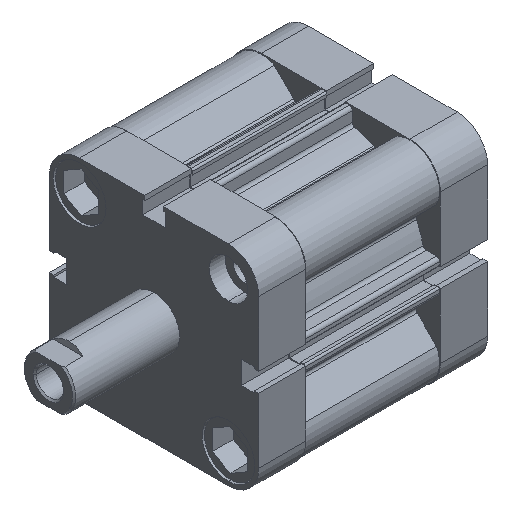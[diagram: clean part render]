
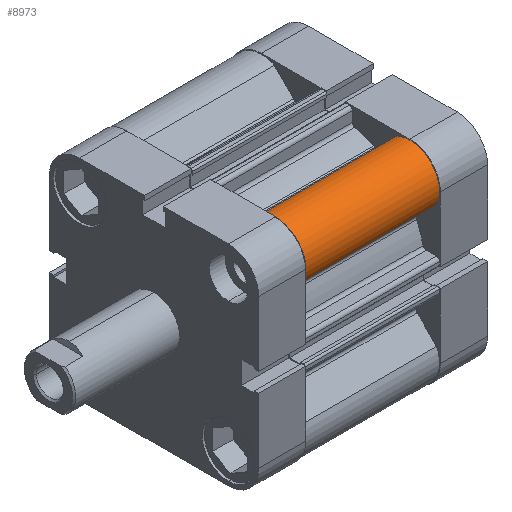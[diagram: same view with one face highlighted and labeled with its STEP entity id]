
A CAD part, isometric view. The second image highlights one B-rep face of the part: STEP entity #8973.
In plain terms, the highlighted cylindrical face has radius 9.25 mm (diameter 18.5 mm), a partial arc.
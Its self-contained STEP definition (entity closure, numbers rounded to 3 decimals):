
#67 = EDGE_LOOP ( 'NONE', ( #9655, #9674, #9673, #9634 ) ) ;
#368 = CARTESIAN_POINT ( 'NONE',  ( 23.25, -23.25, 42. ) ) ;
#378 = DIRECTION ( 'NONE',  ( -1., 0., 0. ) ) ;
#381 = DIRECTION ( 'NONE',  ( 0., 0., -1. ) ) ;
#2441 = AXIS2_PLACEMENT_3D ( 'NONE', #6598, #6586, #6584 ) ;
#2679 = AXIS2_PLACEMENT_3D ( 'NONE', #368, #381, #378 ) ;
#2940 = FACE_OUTER_BOUND ( 'NONE', #67, .T. ) ;
#2942 = CYLINDRICAL_SURFACE ( 'NONE', #2679, 9.25 ) ;
#3352 = CIRCLE ( 'NONE', #6043, 9.25 ) ;
#3535 = LINE ( 'NONE', #6952, #3536 ) ;
#3536 = VECTOR ( 'NONE', #6950, 1000. ) ;
#3569 = LINE ( 'NONE', #6838, #3570 ) ;
#3570 = VECTOR ( 'NONE', #6836, 1000. ) ;
#3965 = CIRCLE ( 'NONE', #2441, 9.25 ) ;
#5476 = EDGE_CURVE ( 'NONE', #8064, #8012, #3352, .T. ) ;
#5593 = EDGE_CURVE ( 'NONE', #8064, #8085, #3535, .T. ) ;
#5610 = EDGE_CURVE ( 'NONE', #8012, #8468, #3569, .T. ) ;
#5829 = EDGE_CURVE ( 'NONE', #8085, #8468, #3965, .T. ) ;
#6043 = AXIS2_PLACEMENT_3D ( 'NONE', #7384, #7373, #7372 ) ;
#6201 = CARTESIAN_POINT ( 'NONE',  ( 31.559, -19.184, 0. ) ) ;
#6296 = CARTESIAN_POINT ( 'NONE',  ( 19.184, -31.559, 0. ) ) ;
#6320 = CARTESIAN_POINT ( 'NONE',  ( 19.184, -31.559, 42. ) ) ;
#6384 = CARTESIAN_POINT ( 'NONE',  ( 31.559, -19.184, 42. ) ) ;
#6584 = DIRECTION ( 'NONE',  ( -1., 0., 0. ) ) ;
#6586 = DIRECTION ( 'NONE',  ( 0., 0., 1. ) ) ;
#6598 = CARTESIAN_POINT ( 'NONE',  ( 23.25, -23.25, 0. ) ) ;
#6836 = DIRECTION ( 'NONE',  ( 0., 0., -1. ) ) ;
#6838 = CARTESIAN_POINT ( 'NONE',  ( 31.559, -19.184, 42. ) ) ;
#6950 = DIRECTION ( 'NONE',  ( 0., 0., -1. ) ) ;
#6952 = CARTESIAN_POINT ( 'NONE',  ( 19.184, -31.559, 42. ) ) ;
#7372 = DIRECTION ( 'NONE',  ( -1., 0., 0. ) ) ;
#7373 = DIRECTION ( 'NONE',  ( 0., 0., 1. ) ) ;
#7384 = CARTESIAN_POINT ( 'NONE',  ( 23.25, -23.25, 42. ) ) ;
#8012 = VERTEX_POINT ( 'NONE', #6384 ) ;
#8064 = VERTEX_POINT ( 'NONE', #6320 ) ;
#8085 = VERTEX_POINT ( 'NONE', #6296 ) ;
#8468 = VERTEX_POINT ( 'NONE', #6201 ) ;
#8973 = ADVANCED_FACE ( 'NONE', ( #2940 ), #2942, .T. ) ;
#9634 = ORIENTED_EDGE ( 'NONE', *, *, #5593, .T. ) ;
#9655 = ORIENTED_EDGE ( 'NONE', *, *, #5829, .T. ) ;
#9673 = ORIENTED_EDGE ( 'NONE', *, *, #5476, .F. ) ;
#9674 = ORIENTED_EDGE ( 'NONE', *, *, #5610, .F. ) ;
